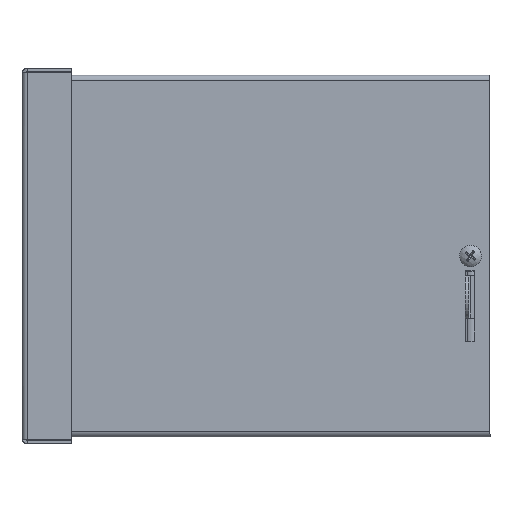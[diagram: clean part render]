
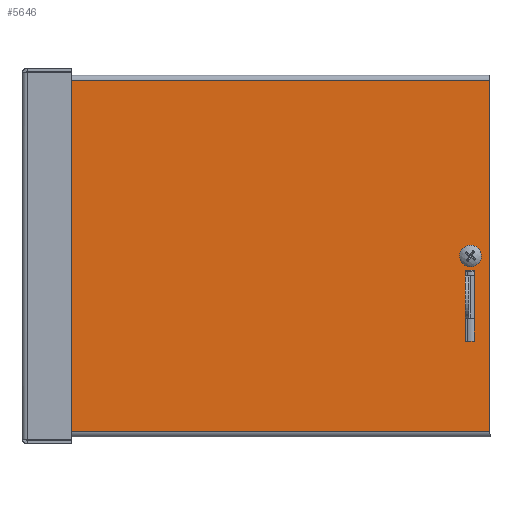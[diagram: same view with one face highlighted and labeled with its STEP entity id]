
A CAD part, front view. The second image highlights one B-rep face of the part: STEP entity #5646.
In plain terms, the highlighted face is planar.
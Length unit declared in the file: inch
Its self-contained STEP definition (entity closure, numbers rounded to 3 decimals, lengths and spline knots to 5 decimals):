
#139=FACE_BOUND($,#1136,.T.);
#140=FACE_BOUND($,#1137,.T.);
#141=FACE_BOUND($,#1138,.T.);
#142=FACE_BOUND($,#1139,.T.);
#269=CIRCLE($,#5963,0.1565);
#271=CIRCLE($,#5966,0.1565);
#554=PLANE($,#5998);
#1136=EDGE_LOOP($,(#4540));
#1137=EDGE_LOOP($,(#4541));
#1138=EDGE_LOOP($,(#4542,#4543,#4544,#4545));
#1139=EDGE_LOOP($,(#4546,#4547,#4548,#4549));
#1799=LINE($,#9845,#2256);
#1803=LINE($,#9853,#2260);
#1806=LINE($,#9859,#2263);
#1810=LINE($,#9865,#2267);
#1812=LINE($,#9873,#2269);
#1828=LINE($,#9914,#2285);
#1843=LINE($,#9949,#2300);
#1845=LINE($,#9952,#2302);
#2256=VECTOR($,#6853,1.25);
#2260=VECTOR($,#6859,0.15625);
#2263=VECTOR($,#6864,1.25);
#2267=VECTOR($,#6870,0.15625);
#2269=VECTOR($,#6876,8.);
#2285=VECTOR($,#6918,8.);
#2300=VECTOR($,#6957,6.1885);
#2302=VECTOR($,#6961,6.1885);
#2674=VERTEX_POINT($,#9835);
#2676=VERTEX_POINT($,#9840);
#2677=VERTEX_POINT($,#9843);
#2678=VERTEX_POINT($,#9844);
#2681=VERTEX_POINT($,#9852);
#2683=VERTEX_POINT($,#9858);
#2687=VERTEX_POINT($,#9870);
#2688=VERTEX_POINT($,#9872);
#2699=VERTEX_POINT($,#9911);
#2700=VERTEX_POINT($,#9913);
#3304=EDGE_CURVE($,#2674,#2674,#269,.T.);
#3306=EDGE_CURVE($,#2676,#2676,#271,.T.);
#3307=EDGE_CURVE($,#2677,#2678,#1799,.T.);
#3311=EDGE_CURVE($,#2681,#2677,#1803,.T.);
#3314=EDGE_CURVE($,#2683,#2681,#1806,.T.);
#3318=EDGE_CURVE($,#2678,#2683,#1810,.T.);
#3321=EDGE_CURVE($,#2688,#2687,#1812,.T.);
#3341=EDGE_CURVE($,#2700,#2699,#1828,.T.);
#3359=EDGE_CURVE($,#2700,#2687,#1843,.T.);
#3361=EDGE_CURVE($,#2688,#2699,#1845,.T.);
#4540=ORIENTED_EDGE($,*,*,#3304,.T.);
#4541=ORIENTED_EDGE($,*,*,#3306,.T.);
#4542=ORIENTED_EDGE($,*,*,#3307,.T.);
#4543=ORIENTED_EDGE($,*,*,#3318,.T.);
#4544=ORIENTED_EDGE($,*,*,#3314,.T.);
#4545=ORIENTED_EDGE($,*,*,#3311,.T.);
#4546=ORIENTED_EDGE($,*,*,#3341,.T.);
#4547=ORIENTED_EDGE($,*,*,#3361,.F.);
#4548=ORIENTED_EDGE($,*,*,#3321,.T.);
#4549=ORIENTED_EDGE($,*,*,#3359,.F.);
#5646=ADVANCED_FACE($,(#139,#140,#141,#142),#554,.T.);
#5963=AXIS2_PLACEMENT_3D($,#9836,#6843,#6844);
#5966=AXIS2_PLACEMENT_3D($,#9841,#6849,#6850);
#5998=AXIS2_PLACEMENT_3D($,#9951,#6959,#6960);
#6843=DIRECTION('center_axis',(0.,0.,-1.));
#6844=DIRECTION('ref_axis',(-1.,0.,0.));
#6849=DIRECTION('center_axis',(0.,0.,-1.));
#6850=DIRECTION('ref_axis',(-1.,0.,0.));
#6853=DIRECTION($,(1.,0.,0.));
#6859=DIRECTION($,(0.,1.,0.));
#6864=DIRECTION($,(-1.,0.,0.));
#6870=DIRECTION($,(0.,-1.,0.));
#6876=DIRECTION($,(0.,1.,0.));
#6918=DIRECTION($,(0.,-1.,0.));
#6957=DIRECTION($,(1.,0.,0.));
#6959=DIRECTION('center_axis',(0.,0.,1.));
#6960=DIRECTION('ref_axis',(1.,0.,0.));
#6961=DIRECTION($,(-1.,0.,0.));
#9835=CARTESIAN_POINT('',(-5.828,-1.344,0.062));
#9836=CARTESIAN_POINT('Origin',(-5.9845,-1.344,0.062));
#9840=CARTESIAN_POINT('',(-5.828,-8.656,0.062));
#9841=CARTESIAN_POINT('Origin',(-5.9845,-8.656,0.062));
#9843=CARTESIAN_POINT('',(-7.4855,-8.56588,0.062));
#9844=CARTESIAN_POINT('',(-6.2355,-8.56588,0.062));
#9845=CARTESIAN_POINT($,(-6.42275,-8.56588,0.062));
#9852=CARTESIAN_POINT('',(-7.4855,-8.72213,0.062));
#9853=CARTESIAN_POINT($,(-7.4855,-6.822,0.062));
#9858=CARTESIAN_POINT('',(-6.2355,-8.72213,0.062));
#9859=CARTESIAN_POINT($,(-6.42275,-8.72213,0.062));
#9865=CARTESIAN_POINT($,(-6.2355,-6.86106,0.062));
#9870=CARTESIAN_POINT('',(-2.89075,-1.,0.062));
#9872=CARTESIAN_POINT('',(-2.89075,-9.,0.062));
#9873=CARTESIAN_POINT($,(-2.89075,-7.,0.062));
#9911=CARTESIAN_POINT('',(-9.07925,-9.,0.062));
#9913=CARTESIAN_POINT('',(-9.07925,-1.,0.062));
#9914=CARTESIAN_POINT($,(-9.07925,-3.,0.062));
#9949=CARTESIAN_POINT($,(-9.1725,-1.,0.062));
#9951=CARTESIAN_POINT('Origin',(-5.985,-5.,0.062));
#9952=CARTESIAN_POINT($,(-2.7975,-9.,0.062));
